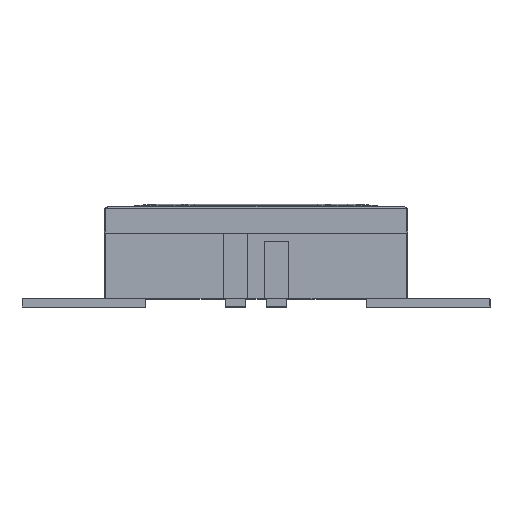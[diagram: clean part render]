
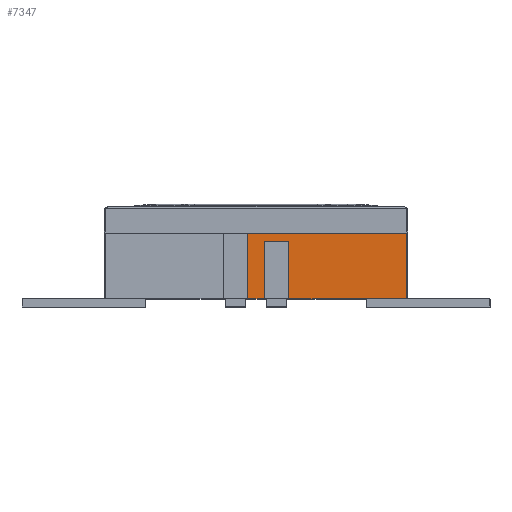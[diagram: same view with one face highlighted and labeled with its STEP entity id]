
A CAD part, top view. The second image highlights one B-rep face of the part: STEP entity #7347.
In plain terms, the highlighted planar face has unit normal (0, 0, 1).
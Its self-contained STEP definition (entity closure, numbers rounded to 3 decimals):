
#57 = CARTESIAN_POINT ( 'NONE',  ( -1.505, -0.987, 5.392 ) ) ;
#68 = DIRECTION ( 'NONE',  ( -1., 0., 0. ) ) ;
#178 = VECTOR ( 'NONE', #11449, 1000. ) ;
#195 = LINE ( 'NONE', #9441, #178 ) ;
#261 = CARTESIAN_POINT ( 'NONE',  ( 2.395, -0.987, 5.392 ) ) ;
#326 = ORIENTED_EDGE ( 'NONE', *, *, #1523, .F. ) ;
#609 = EDGE_CURVE ( 'NONE', #11456, #10081, #2468, .T. ) ;
#677 = CARTESIAN_POINT ( 'NONE',  ( -1.105, -0.587, 5.392 ) ) ;
#1389 = CARTESIAN_POINT ( 'NONE',  ( 2.365, -0.987, 5.392 ) ) ;
#1523 = EDGE_CURVE ( 'NONE', #6324, #11456, #195, .T. ) ;
#1670 = DIRECTION ( 'NONE',  ( 0., 1., 0. ) ) ;
#1873 = EDGE_CURVE ( 'NONE', #11762, #6182, #2275, .T. ) ;
#1959 = DIRECTION ( 'NONE',  ( -1., 0., 0. ) ) ;
#1998 = ORIENTED_EDGE ( 'NONE', *, *, #8782, .T. ) ;
#2275 = LINE ( 'NONE', #261, #4627 ) ;
#2429 = EDGE_CURVE ( 'NONE', #11343, #10081, #11468, .T. ) ;
#2440 = VECTOR ( 'NONE', #2798, 1000. ) ;
#2468 = LINE ( 'NONE', #8975, #2440 ) ;
#2798 = DIRECTION ( 'NONE',  ( -1., 0., 0. ) ) ;
#2941 = EDGE_CURVE ( 'NONE', #11781, #6324, #3907, .T. ) ;
#3070 = DIRECTION ( 'NONE',  ( -1., 0., 0. ) ) ;
#3106 = AXIS2_PLACEMENT_3D ( 'NONE', #8376, #5658, #68 ) ;
#3500 = CARTESIAN_POINT ( 'NONE',  ( -1.105, 0.413, 5.392 ) ) ;
#3907 = LINE ( 'NONE', #10387, #10297 ) ;
#3962 = LINE ( 'NONE', #6963, #6077 ) ;
#4005 = CARTESIAN_POINT ( 'NONE',  ( -0.505, -0.587, 5.392 ) ) ;
#4342 = CARTESIAN_POINT ( 'NONE',  ( -0.505, -0.987, 5.392 ) ) ;
#4427 = EDGE_CURVE ( 'NONE', #11343, #10079, #6270, .T. ) ;
#4627 = VECTOR ( 'NONE', #3070, 1000. ) ;
#4629 = CARTESIAN_POINT ( 'NONE',  ( 2.395, 0.413, 5.392 ) ) ;
#4723 = ORIENTED_EDGE ( 'NONE', *, *, #1873, .F. ) ;
#5287 = ORIENTED_EDGE ( 'NONE', *, *, #4427, .F. ) ;
#5658 = DIRECTION ( 'NONE',  ( 0., 0., -1. ) ) ;
#5769 = CARTESIAN_POINT ( 'NONE',  ( -1.505, 0.613, 5.392 ) ) ;
#5773 = CARTESIAN_POINT ( 'NONE',  ( -0.505, 0.413, 5.392 ) ) ;
#6001 = ORIENTED_EDGE ( 'NONE', *, *, #609, .F. ) ;
#6077 = VECTOR ( 'NONE', #7895, 1000. ) ;
#6182 = VERTEX_POINT ( 'NONE', #57 ) ;
#6270 = LINE ( 'NONE', #4629, #10818 ) ;
#6324 = VERTEX_POINT ( 'NONE', #6759 ) ;
#6759 = CARTESIAN_POINT ( 'NONE',  ( 2.365, 0.613, 5.392 ) ) ;
#6963 = CARTESIAN_POINT ( 'NONE',  ( -1.505, -0.587, 5.392 ) ) ;
#7347 = ADVANCED_FACE ( 'NONE', ( #7528 ), #11119, .F. ) ;
#7528 = FACE_OUTER_BOUND ( 'NONE', #10681, .T. ) ;
#7895 = DIRECTION ( 'NONE',  ( 0., -1., 0. ) ) ;
#8376 = CARTESIAN_POINT ( 'NONE',  ( 2.395, 0.413, 5.392 ) ) ;
#8528 = DIRECTION ( 'NONE',  ( 0., -1., 0. ) ) ;
#8782 = EDGE_CURVE ( 'NONE', #11781, #6182, #3962, .T. ) ;
#8975 = CARTESIAN_POINT ( 'NONE',  ( -1.305, -0.987, 5.392 ) ) ;
#9078 = ORIENTED_EDGE ( 'NONE', *, *, #2941, .F. ) ;
#9320 = ORIENTED_EDGE ( 'NONE', *, *, #2429, .T. ) ;
#9441 = CARTESIAN_POINT ( 'NONE',  ( 2.365, 0.413, 5.392 ) ) ;
#9927 = VECTOR ( 'NONE', #1670, 1000. ) ;
#10079 = VERTEX_POINT ( 'NONE', #3500 ) ;
#10081 = VERTEX_POINT ( 'NONE', #4342 ) ;
#10203 = LINE ( 'NONE', #677, #9927 ) ;
#10278 = CARTESIAN_POINT ( 'NONE',  ( -1.105, -0.987, 5.392 ) ) ;
#10297 = VECTOR ( 'NONE', #11324, 1000. ) ;
#10387 = CARTESIAN_POINT ( 'NONE',  ( 2.395, 0.613, 5.392 ) ) ;
#10448 = EDGE_CURVE ( 'NONE', #11762, #10079, #10203, .T. ) ;
#10681 = EDGE_LOOP ( 'NONE', ( #326, #9078, #1998, #4723, #11373, #5287, #9320, #6001 ) ) ;
#10818 = VECTOR ( 'NONE', #1959, 1000. ) ;
#11119 = PLANE ( 'NONE',  #3106 ) ;
#11170 = VECTOR ( 'NONE', #8528, 1000. ) ;
#11324 = DIRECTION ( 'NONE',  ( 1., 0., 0. ) ) ;
#11343 = VERTEX_POINT ( 'NONE', #5773 ) ;
#11373 = ORIENTED_EDGE ( 'NONE', *, *, #10448, .T. ) ;
#11449 = DIRECTION ( 'NONE',  ( 0., -1., 0. ) ) ;
#11456 = VERTEX_POINT ( 'NONE', #1389 ) ;
#11468 = LINE ( 'NONE', #4005, #11170 ) ;
#11762 = VERTEX_POINT ( 'NONE', #10278 ) ;
#11781 = VERTEX_POINT ( 'NONE', #5769 ) ;
